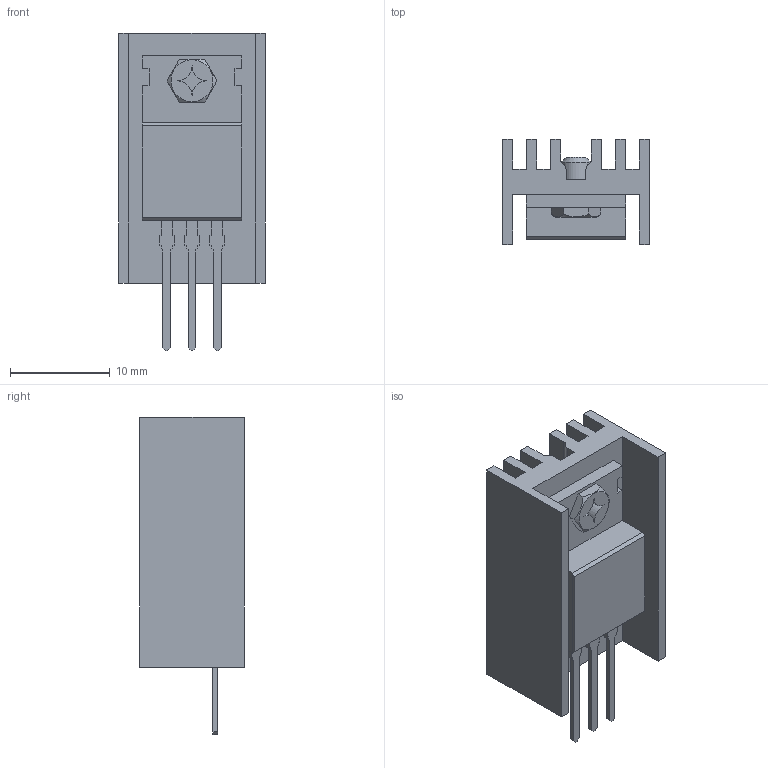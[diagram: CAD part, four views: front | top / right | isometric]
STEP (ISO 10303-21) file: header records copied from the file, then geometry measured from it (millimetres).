
FILE_DESCRIPTION(/* description */ (''),/* implementation_level */ '2;1');
FILE_NAME(/* name */ 'TO220HEATSINK.step',/* time_stamp */ '2023-01-03T18:03:25+01:00',/* author */ (''),/* organization */ (''),/* preprocessor_version */ 'ST-DEVELOPER v19.2',/* originating_system */ 'Autodesk Translation Framework v11.17.0.187',/* authorisation */ '');
FILE_SCHEMA (('AUTOMOTIVE_DESIGN { 1 0 10303 214 3 1 1 }'));
Length unit declared in the file: millimetre
Products named in the file (4): TO220V; 78xx; Disipador_78xx; Tornillo
Assembly tree (3 placements, depth 2):
  TO220V
    78xx
    Disipador_78xx
    Tornillo
Bounding box: 14.7 x 10.5 x 31.75 mm (x, y, z)
Volume: 2149.6 mm3; surface area: 3479.6 mm2
Topology: 5 solids, 5 shells, 159 faces, 437 edges, 288 vertices
Faces by surface type: plane 144, cylinder 13, cone 2
Full cylindrical faces by diameter (mm): 3 x3
Entity records: 5182 total; most frequent: CARTESIAN_POINT 966, ORIENTED_EDGE 874, DIRECTION 785, EDGE_CURVE 437, LINE 395, VECTOR 395, VERTEX_POINT 288, AXIS2_PLACEMENT_3D 195
